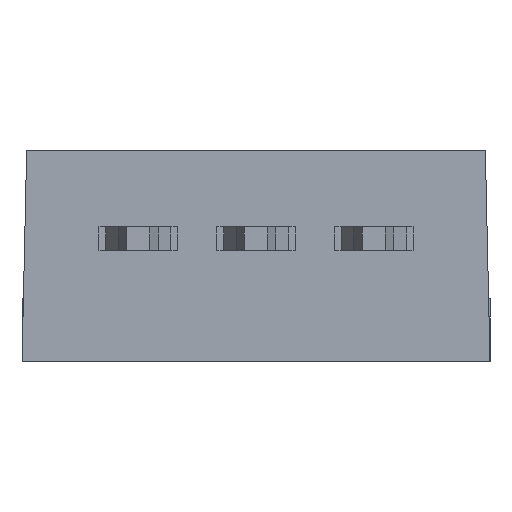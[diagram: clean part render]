
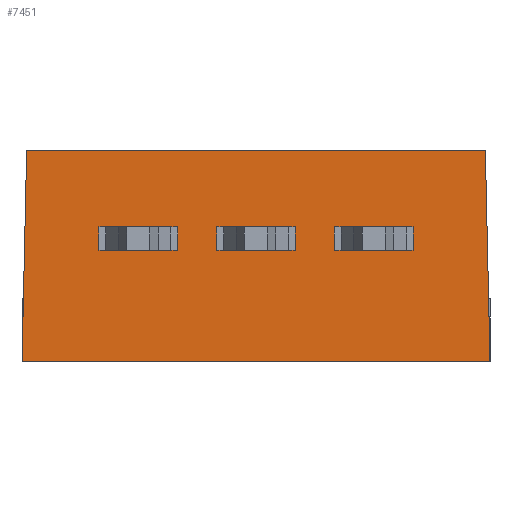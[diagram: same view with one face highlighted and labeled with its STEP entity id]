
A CAD part, front view. The second image highlights one B-rep face of the part: STEP entity #7451.
In plain terms, the highlighted planar face has unit normal (0, -1, 0).
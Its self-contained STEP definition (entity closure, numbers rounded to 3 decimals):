
#585=FACE_BOUND('',#1427,.T.);
#586=FACE_BOUND('',#1428,.T.);
#587=FACE_BOUND('',#1429,.T.);
#1005=FACE_OUTER_BOUND('',#1426,.T.);
#1426=EDGE_LOOP('',(#6479,#6480,#6481,#6482));
#1427=EDGE_LOOP('',(#6483,#6484,#6485,#6486));
#1428=EDGE_LOOP('',(#6487,#6488,#6489,#6490));
#1429=EDGE_LOOP('',(#6491,#6492,#6493,#6494));
#1536=LINE('',#8989,#2256);
#2007=LINE('',#13735,#2727);
#2013=LINE('',#13748,#2733);
#2014=LINE('',#13749,#2734);
#2015=LINE('',#13752,#2735);
#2016=LINE('',#13754,#2736);
#2017=LINE('',#13756,#2737);
#2018=LINE('',#13757,#2738);
#2019=LINE('',#13760,#2739);
#2020=LINE('',#13762,#2740);
#2021=LINE('',#13764,#2741);
#2022=LINE('',#13765,#2742);
#2023=LINE('',#13768,#2743);
#2024=LINE('',#13770,#2744);
#2025=LINE('',#13772,#2745);
#2026=LINE('',#13773,#2746);
#2256=VECTOR('',#7822,10.);
#2727=VECTOR('',#8535,10.);
#2733=VECTOR('',#8547,10.);
#2734=VECTOR('',#8548,10.);
#2735=VECTOR('',#8549,10.);
#2736=VECTOR('',#8550,10.);
#2737=VECTOR('',#8551,10.);
#2738=VECTOR('',#8552,10.);
#2739=VECTOR('',#8553,10.);
#2740=VECTOR('',#8554,10.);
#2741=VECTOR('',#8555,10.);
#2742=VECTOR('',#8556,10.);
#2743=VECTOR('',#8557,10.);
#2744=VECTOR('',#8558,10.);
#2745=VECTOR('',#8559,10.);
#2746=VECTOR('',#8560,10.);
#2968=VERTEX_POINT('',#8985);
#2970=VERTEX_POINT('',#8988);
#3524=VERTEX_POINT('',#13734);
#3528=VERTEX_POINT('',#13747);
#3529=VERTEX_POINT('',#13750);
#3530=VERTEX_POINT('',#13751);
#3531=VERTEX_POINT('',#13753);
#3532=VERTEX_POINT('',#13755);
#3533=VERTEX_POINT('',#13758);
#3534=VERTEX_POINT('',#13759);
#3535=VERTEX_POINT('',#13761);
#3536=VERTEX_POINT('',#13763);
#3537=VERTEX_POINT('',#13766);
#3538=VERTEX_POINT('',#13767);
#3539=VERTEX_POINT('',#13769);
#3540=VERTEX_POINT('',#13771);
#3700=EDGE_CURVE('',#2968,#2970,#1536,.T.);
#4531=EDGE_CURVE('',#3524,#2968,#2007,.T.);
#4537=EDGE_CURVE('',#3528,#3524,#2013,.T.);
#4538=EDGE_CURVE('',#2970,#3528,#2014,.T.);
#4539=EDGE_CURVE('',#3529,#3530,#2015,.T.);
#4540=EDGE_CURVE('',#3530,#3531,#2016,.T.);
#4541=EDGE_CURVE('',#3531,#3532,#2017,.T.);
#4542=EDGE_CURVE('',#3532,#3529,#2018,.T.);
#4543=EDGE_CURVE('',#3533,#3534,#2019,.T.);
#4544=EDGE_CURVE('',#3534,#3535,#2020,.T.);
#4545=EDGE_CURVE('',#3535,#3536,#2021,.T.);
#4546=EDGE_CURVE('',#3536,#3533,#2022,.T.);
#4547=EDGE_CURVE('',#3537,#3538,#2023,.T.);
#4548=EDGE_CURVE('',#3538,#3539,#2024,.T.);
#4549=EDGE_CURVE('',#3539,#3540,#2025,.T.);
#4550=EDGE_CURVE('',#3540,#3537,#2026,.T.);
#6479=ORIENTED_EDGE('',*,*,#4531,.F.);
#6480=ORIENTED_EDGE('',*,*,#4537,.F.);
#6481=ORIENTED_EDGE('',*,*,#4538,.F.);
#6482=ORIENTED_EDGE('',*,*,#3700,.F.);
#6483=ORIENTED_EDGE('',*,*,#4539,.T.);
#6484=ORIENTED_EDGE('',*,*,#4540,.T.);
#6485=ORIENTED_EDGE('',*,*,#4541,.T.);
#6486=ORIENTED_EDGE('',*,*,#4542,.T.);
#6487=ORIENTED_EDGE('',*,*,#4543,.T.);
#6488=ORIENTED_EDGE('',*,*,#4544,.T.);
#6489=ORIENTED_EDGE('',*,*,#4545,.T.);
#6490=ORIENTED_EDGE('',*,*,#4546,.T.);
#6491=ORIENTED_EDGE('',*,*,#4547,.T.);
#6492=ORIENTED_EDGE('',*,*,#4548,.T.);
#6493=ORIENTED_EDGE('',*,*,#4549,.T.);
#6494=ORIENTED_EDGE('',*,*,#4550,.T.);
#7058=PLANE('',#7682);
#7451=ADVANCED_FACE('',(#1005,#585,#586,#587),#7058,.T.);
#7682=AXIS2_PLACEMENT_3D('',#13746,#8545,#8546);
#7822=DIRECTION('',(1.,0.,0.));
#8535=DIRECTION('',(0.022,0.,1.));
#8545=DIRECTION('center_axis',(0.,-1.,0.));
#8546=DIRECTION('ref_axis',(1.,0.,0.));
#8547=DIRECTION('',(-1.,0.,0.));
#8548=DIRECTION('',(0.022,0.,-1.));
#8549=DIRECTION('',(-1.,0.,0.));
#8550=DIRECTION('',(0.,0.,1.));
#8551=DIRECTION('',(1.,0.,0.));
#8552=DIRECTION('',(0.,0.,-1.));
#8553=DIRECTION('',(-1.,0.,0.));
#8554=DIRECTION('',(0.,0.,1.));
#8555=DIRECTION('',(1.,0.,0.));
#8556=DIRECTION('',(0.,0.,-1.));
#8557=DIRECTION('',(-1.,0.,0.));
#8558=DIRECTION('',(0.,0.,1.));
#8559=DIRECTION('',(1.,0.,0.));
#8560=DIRECTION('',(0.,0.,-1.));
#8985=CARTESIAN_POINT('',(-4.95,-4.625,4.55));
#8988=CARTESIAN_POINT('',(4.95,-4.625,4.55));
#8989=CARTESIAN_POINT('',(5.05,-4.625,4.55));
#13734=CARTESIAN_POINT('',(-5.05,-4.625,0.));
#13735=CARTESIAN_POINT('',(-5.025,-4.625,1.138));
#13746=CARTESIAN_POINT('Origin',(-5.05,-4.625,0.));
#13747=CARTESIAN_POINT('',(5.05,-4.625,0.));
#13748=CARTESIAN_POINT('',(5.05,-4.625,0.));
#13749=CARTESIAN_POINT('',(5.023,-4.625,1.248));
#13750=CARTESIAN_POINT('',(3.24,-4.625,2.4));
#13751=CARTESIAN_POINT('',(1.84,-4.625,2.4));
#13752=CARTESIAN_POINT('',(-1.255,-4.625,2.4));
#13753=CARTESIAN_POINT('',(1.84,-4.625,2.9));
#13754=CARTESIAN_POINT('',(1.84,-4.625,0.));
#13755=CARTESIAN_POINT('',(3.24,-4.625,2.9));
#13756=CARTESIAN_POINT('',(-1.255,-4.625,2.9));
#13757=CARTESIAN_POINT('',(3.24,-4.625,0.));
#13758=CARTESIAN_POINT('',(0.7,-4.625,2.4));
#13759=CARTESIAN_POINT('',(-0.7,-4.625,2.4));
#13760=CARTESIAN_POINT('',(-2.525,-4.625,2.4));
#13761=CARTESIAN_POINT('',(-0.7,-4.625,2.9));
#13762=CARTESIAN_POINT('',(-0.7,-4.625,0.));
#13763=CARTESIAN_POINT('',(0.7,-4.625,2.9));
#13764=CARTESIAN_POINT('',(-2.525,-4.625,2.9));
#13765=CARTESIAN_POINT('',(0.7,-4.625,0.));
#13766=CARTESIAN_POINT('',(-1.84,-4.625,2.4));
#13767=CARTESIAN_POINT('',(-3.24,-4.625,2.4));
#13768=CARTESIAN_POINT('',(-3.795,-4.625,2.4));
#13769=CARTESIAN_POINT('',(-3.24,-4.625,2.9));
#13770=CARTESIAN_POINT('',(-3.24,-4.625,0.));
#13771=CARTESIAN_POINT('',(-1.84,-4.625,2.9));
#13772=CARTESIAN_POINT('',(-3.795,-4.625,2.9));
#13773=CARTESIAN_POINT('',(-1.84,-4.625,0.));
